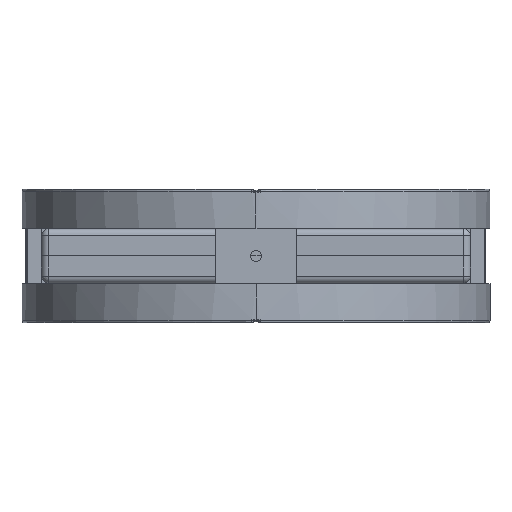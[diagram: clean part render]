
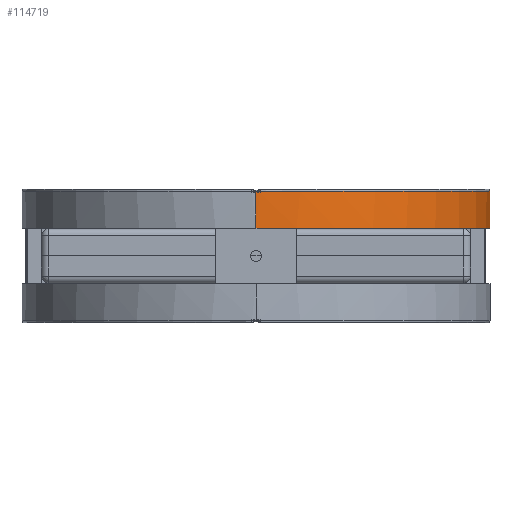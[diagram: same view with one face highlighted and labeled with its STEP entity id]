
A CAD part, front view. The second image highlights one B-rep face of the part: STEP entity #114719.
In plain terms, the highlighted cylindrical face has radius 175 mm (diameter 350 mm), a partial arc.
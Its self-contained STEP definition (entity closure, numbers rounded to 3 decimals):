
#747 = CIRCLE ( 'NONE', #11754, 175. ) ;
#2406 = EDGE_CURVE ( 'NONE', #150755, #133376, #747, .T. ) ;
#5225 = ORIENTED_EDGE ( 'NONE', *, *, #2406, .T. ) ;
#5503 = CARTESIAN_POINT ( 'NONE',  ( 3., -351.526, 47.475 ) ) ;
#7098 = ORIENTED_EDGE ( 'NONE', *, *, #148773, .T. ) ;
#11269 = EDGE_CURVE ( 'NONE', #36910, #120619, #146537, .T. ) ;
#11754 = AXIS2_PLACEMENT_3D ( 'NONE', #158684, #75859, #172507 ) ;
#15227 = CARTESIAN_POINT ( 'NONE',  ( 0., -526.5, 48.475 ) ) ;
#15828 = CARTESIAN_POINT ( 'NONE',  ( 0., -351.5, 20.675 ) ) ;
#28211 = DIRECTION ( 'NONE',  ( 0., 0., 1. ) ) ;
#29159 = DIRECTION ( 'NONE',  ( 0., -1., 0. ) ) ;
#29233 = VECTOR ( 'NONE', #100484, 1000. ) ;
#36910 = VERTEX_POINT ( 'NONE', #87976 ) ;
#40401 = VECTOR ( 'NONE', #171393, 1000. ) ;
#50151 = LINE ( 'NONE', #177400, #119445 ) ;
#53548 = EDGE_CURVE ( 'NONE', #170486, #120619, #69774, .T. ) ;
#54936 = ORIENTED_EDGE ( 'NONE', *, *, #63681, .T. ) ;
#55441 = CARTESIAN_POINT ( 'NONE',  ( 0., -526.5, 49.975 ) ) ;
#63681 = EDGE_CURVE ( 'NONE', #133376, #120427, #139619, .T. ) ;
#67736 = AXIS2_PLACEMENT_3D ( 'NONE', #55441, #28211, #83205 ) ;
#69235 = CARTESIAN_POINT ( 'NONE',  ( 3., -351.526, 47.475 ) ) ;
#69774 = CIRCLE ( 'NONE', #148595, 175. ) ;
#71434 = EDGE_CURVE ( 'NONE', #36910, #155299, #71666, .T. ) ;
#71666 = CIRCLE ( 'NONE', #97791, 175. ) ;
#74052 = ORIENTED_EDGE ( 'NONE', *, *, #174356, .F. ) ;
#74728 = CARTESIAN_POINT ( 'NONE',  ( 0., -701.5, 49.975 ) ) ;
#75152 = ORIENTED_EDGE ( 'NONE', *, *, #11269, .F. ) ;
#75859 = DIRECTION ( 'NONE',  ( 0., 0., -1. ) ) ;
#77974 = CARTESIAN_POINT ( 'NONE',  ( 0., -526.5, 20.675 ) ) ;
#79369 = FACE_OUTER_BOUND ( 'NONE', #127639, .T. ) ;
#81909 = DIRECTION ( 'NONE',  ( 0., 0., -1. ) ) ;
#83205 = DIRECTION ( 'NONE',  ( 0., -1., 0. ) ) ;
#84244 = CARTESIAN_POINT ( 'NONE',  ( 3., -351.526, 48.475 ) ) ;
#84582 = CARTESIAN_POINT ( 'NONE',  ( 3., -701.474, 47.475 ) ) ;
#84966 = VECTOR ( 'NONE', #153557, 1000. ) ;
#86669 = ORIENTED_EDGE ( 'NONE', *, *, #71434, .T. ) ;
#87976 = CARTESIAN_POINT ( 'NONE',  ( 0., -701.5, 20.675 ) ) ;
#91838 = DIRECTION ( 'NONE',  ( 0., -1., 0. ) ) ;
#94646 = DIRECTION ( 'NONE',  ( 0., 0., 1. ) ) ;
#97791 = AXIS2_PLACEMENT_3D ( 'NONE', #77974, #174627, #91838 ) ;
#100484 = DIRECTION ( 'NONE',  ( 0., 0., 1. ) ) ;
#112087 = DIRECTION ( 'NONE',  ( 0., 0., -1. ) ) ;
#112961 = CARTESIAN_POINT ( 'NONE',  ( 0., -351.5, 47.475 ) ) ;
#114719 = ADVANCED_FACE ( 'NONE', ( #79369 ), #148647, .T. ) ;
#117265 = CIRCLE ( 'NONE', #159835, 175. ) ;
#119445 = VECTOR ( 'NONE', #94646, 1000. ) ;
#120427 = VERTEX_POINT ( 'NONE', #84244 ) ;
#120619 = VERTEX_POINT ( 'NONE', #156262 ) ;
#122435 = EDGE_CURVE ( 'NONE', #120427, #142299, #117265, .T. ) ;
#125920 = ORIENTED_EDGE ( 'NONE', *, *, #53548, .T. ) ;
#127639 = EDGE_LOOP ( 'NONE', ( #86669, #7098, #5225, #54936, #158832, #74052, #125920, #75152 ) ) ;
#133376 = VERTEX_POINT ( 'NONE', #69235 ) ;
#139619 = LINE ( 'NONE', #5503, #29233 ) ;
#142299 = VERTEX_POINT ( 'NONE', #152842 ) ;
#146537 = LINE ( 'NONE', #74728, #40401 ) ;
#148595 = AXIS2_PLACEMENT_3D ( 'NONE', #164776, #81909, #178590 ) ;
#148647 = CYLINDRICAL_SURFACE ( 'NONE', #67736, 175. ) ;
#148773 = EDGE_CURVE ( 'NONE', #155299, #150755, #50151, .T. ) ;
#150755 = VERTEX_POINT ( 'NONE', #112961 ) ;
#152842 = CARTESIAN_POINT ( 'NONE',  ( 3., -701.474, 48.475 ) ) ;
#153557 = DIRECTION ( 'NONE',  ( 0., 0., 1. ) ) ;
#155299 = VERTEX_POINT ( 'NONE', #15828 ) ;
#156262 = CARTESIAN_POINT ( 'NONE',  ( 0., -701.5, 47.475 ) ) ;
#158600 = LINE ( 'NONE', #84582, #84966 ) ;
#158684 = CARTESIAN_POINT ( 'NONE',  ( 0., -526.5, 47.475 ) ) ;
#158832 = ORIENTED_EDGE ( 'NONE', *, *, #122435, .T. ) ;
#159835 = AXIS2_PLACEMENT_3D ( 'NONE', #15227, #112087, #29159 ) ;
#164776 = CARTESIAN_POINT ( 'NONE',  ( 0., -526.5, 47.475 ) ) ;
#170486 = VERTEX_POINT ( 'NONE', #174546 ) ;
#171393 = DIRECTION ( 'NONE',  ( 0., 0., 1. ) ) ;
#172507 = DIRECTION ( 'NONE',  ( 0., -1., 0. ) ) ;
#174356 = EDGE_CURVE ( 'NONE', #170486, #142299, #158600, .T. ) ;
#174546 = CARTESIAN_POINT ( 'NONE',  ( 3., -701.474, 47.475 ) ) ;
#174627 = DIRECTION ( 'NONE',  ( 0., 0., 1. ) ) ;
#177400 = CARTESIAN_POINT ( 'NONE',  ( 0., -351.5, 49.975 ) ) ;
#178590 = DIRECTION ( 'NONE',  ( 0., -1., 0. ) ) ;
